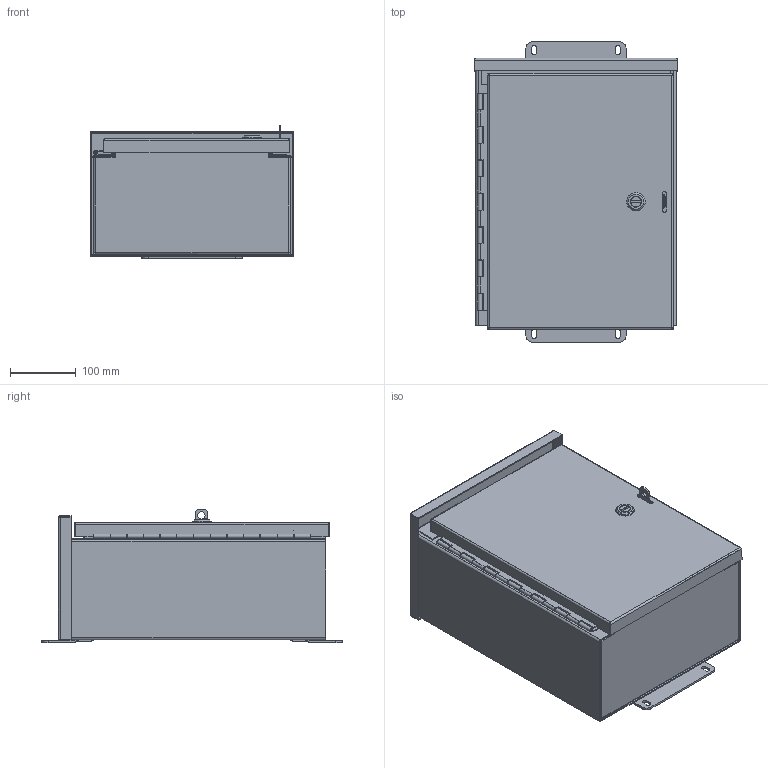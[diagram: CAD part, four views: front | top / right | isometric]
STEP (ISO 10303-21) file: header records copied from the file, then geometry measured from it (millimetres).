
FILE_DESCRIPTION(/* description */ ('RHC, BLR, MEDIUM, CS, 16X12X6'),/* implementation_level */ '2;1');
FILE_NAME(/* name */ 'RHC161206.stp',/* time_stamp */ '2017-02-20T19:38:07+05:00',/* author */ ('bjayachandran'),/* organization */ (''),/* preprocessor_version */ 'ST-DEVELOPER v16.1',/* originating_system */ 'Autodesk Inventor 2016',/* authorisation */ '');
FILE_SCHEMA (('AUTOMOTIVE_DESIGN { 1 0 10303 214 3 1 1 }'));
Length unit declared in the file: inch
Products named in the file (24): RHC161206BLR; RHC12TOP; RHC1206BTM; RHC1612LID; RHC1206CAP; 328103T; 328103L; 328103P-1; 328103; 34882; 3889; HFW384001; HFW369107; 1000-101-GPF_GPD; 1000-02; 1000-u45_asm; 1000-318; 1000-03; 1000-277-01; 1000-u142_asm; 1000-23; 1000-14_prt; HFW351146; RHC-assm
Assembly tree (27 placements, depth 4):
  RHC-assm
    RHC161206BLR
    RHC12TOP
    RHC1206BTM
    RHC1612LID
    RHC1206CAP
    328103
      328103T
      328103L
      328103P-1
    34882  x2
    3889  x4
    HFW384001
    HFW369107
    HFW351146
      1000-u45_asm
        1000-101-GPF_GPD
        1000-02
      1000-u142_asm
        1000-318
        1000-03
        1000-277-01
      1000-23
      1000-14_prt
Bounding box: 310.15 x 457.2 x 203.5 mm (x, y, z)
Volume: 1213754 mm3; surface area: 1278145.2 mm2
Topology: 23 solids, 23 shells, 916 faces, 2193 edges, 1355 vertices
Faces by surface type: plane 540, cylinder 282, bspline 53, cone 18, torus 18, sphere 5
Full cylindrical faces by diameter (mm): 2.921 x2, 3.048 x13, 3.175 x1, 4.762 x1, 5 x1, 5.029 x1, 5.105 x1, 6 x1, 8.382 x8, 9.9 x1, 10 x1, 10.2 x1, 11.05 x1, 11.112 x1, 12.8 x1, 13.5 x1, 15.2 x1, 15.8 x1, 15.875 x4, 16.1 x1, 19.8 x1, 23 x1, 27 x1, 28 x1
Entity records: 28992 total; most frequent: CARTESIAN_POINT 7706, DIRECTION 4200, ORIENTED_EDGE 4060, EDGE_CURVE 2030, AXIS2_PLACEMENT_3D 1427, LINE 1346, VECTOR 1346, VERTEX_POINT 1278
